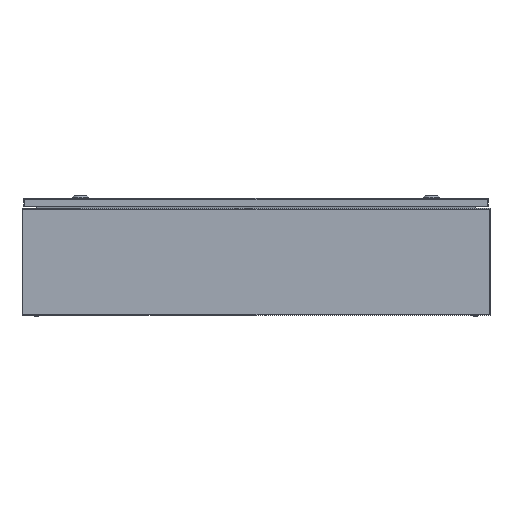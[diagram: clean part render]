
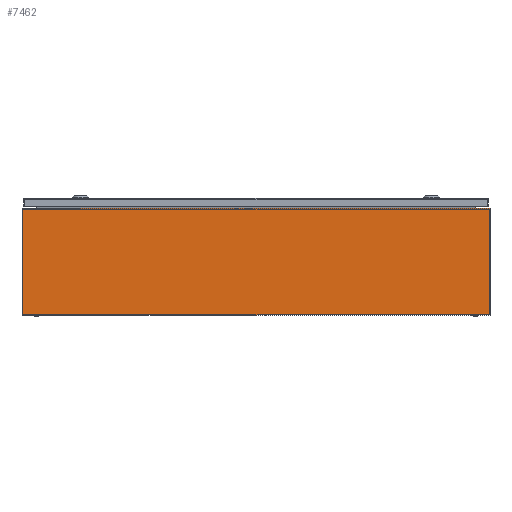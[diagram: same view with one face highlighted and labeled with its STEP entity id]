
A CAD part, left-side view. The second image highlights one B-rep face of the part: STEP entity #7462.
In plain terms, the highlighted planar face has unit normal (-1, 0, 0).
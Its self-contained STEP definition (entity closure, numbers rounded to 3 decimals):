
#1193 = PLANE ( 'NONE',  #35680 ) ;
#2359 = CARTESIAN_POINT ( 'NONE',  ( 0., 800., 183. ) ) ;
#3030 = DIRECTION ( 'NONE',  ( 0., 0., -1. ) ) ;
#3854 = EDGE_CURVE ( 'NONE', #42506, #27042, #8198, .T. ) ;
#4935 = FACE_OUTER_BOUND ( 'NONE', #34503, .T. ) ;
#7462 = ADVANCED_FACE ( 'NONE', ( #4935 ), #1193, .F. ) ;
#7948 = DIRECTION ( 'NONE',  ( 1., 0., 0. ) ) ;
#8198 = LINE ( 'NONE', #15684, #16486 ) ;
#8683 = DIRECTION ( 'NONE',  ( 0., -1., 0. ) ) ;
#10426 = VECTOR ( 'NONE', #21117, 1000. ) ;
#11133 = CARTESIAN_POINT ( 'NONE',  ( 0., 800., 0. ) ) ;
#13850 = LINE ( 'NONE', #2359, #10426 ) ;
#14653 = ORIENTED_EDGE ( 'NONE', *, *, #47011, .T. ) ;
#15522 = DIRECTION ( 'NONE',  ( 0., -1., 0. ) ) ;
#15684 = CARTESIAN_POINT ( 'NONE',  ( 0., 0., 183. ) ) ;
#16486 = VECTOR ( 'NONE', #8683, 1000. ) ;
#17231 = CARTESIAN_POINT ( 'NONE',  ( 0., 800., 183. ) ) ;
#19027 = LINE ( 'NONE', #27071, #44851 ) ;
#20404 = ORIENTED_EDGE ( 'NONE', *, *, #39087, .T. ) ;
#21117 = DIRECTION ( 'NONE',  ( 0., 0., -1. ) ) ;
#21589 = VERTEX_POINT ( 'NONE', #43544 ) ;
#22292 = LINE ( 'NONE', #25322, #47236 ) ;
#23697 = DIRECTION ( 'NONE',  ( 0., 0., -1. ) ) ;
#25322 = CARTESIAN_POINT ( 'NONE',  ( 0., 0., 183. ) ) ;
#26147 = ORIENTED_EDGE ( 'NONE', *, *, #3854, .F. ) ;
#27042 = VERTEX_POINT ( 'NONE', #28877 ) ;
#27071 = CARTESIAN_POINT ( 'NONE',  ( 0., 0., 0. ) ) ;
#28877 = CARTESIAN_POINT ( 'NONE',  ( 0., 0., 183. ) ) ;
#31641 = VERTEX_POINT ( 'NONE', #11133 ) ;
#34503 = EDGE_LOOP ( 'NONE', ( #14653, #37807, #26147, #20404 ) ) ;
#35680 = AXIS2_PLACEMENT_3D ( 'NONE', #42732, #7948, #23697 ) ;
#37807 = ORIENTED_EDGE ( 'NONE', *, *, #39634, .F. ) ;
#39087 = EDGE_CURVE ( 'NONE', #42506, #31641, #13850, .T. ) ;
#39634 = EDGE_CURVE ( 'NONE', #27042, #21589, #22292, .T. ) ;
#42506 = VERTEX_POINT ( 'NONE', #17231 ) ;
#42732 = CARTESIAN_POINT ( 'NONE',  ( 0., 0., 183. ) ) ;
#43544 = CARTESIAN_POINT ( 'NONE',  ( 0., 0., 0. ) ) ;
#44851 = VECTOR ( 'NONE', #15522, 1000. ) ;
#47011 = EDGE_CURVE ( 'NONE', #31641, #21589, #19027, .T. ) ;
#47236 = VECTOR ( 'NONE', #3030, 1000. ) ;
